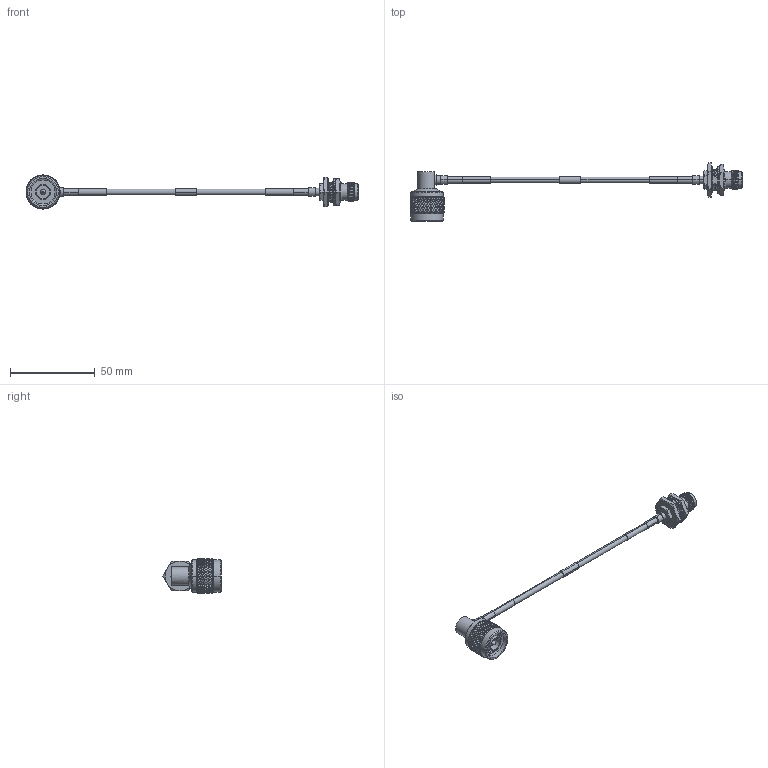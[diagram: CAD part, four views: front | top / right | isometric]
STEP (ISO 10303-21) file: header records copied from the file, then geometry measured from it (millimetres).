
FILE_DESCRIPTION (( 'STEP AP214' ), '1' );
FILE_NAME ('LCCA30517_3D.STEP', '2020-05-08T17:27:02', ( '' ), ( '' ), 'SwSTEP 2.0', 'SolidWorks 2018', '' );
FILE_SCHEMA (( 'AUTOMOTIVE_DESIGN' ));
Length unit declared in the file: inch
Products named in the file (6): LCCA30517_3D; LCCN3064; LCCN3053; LC141TBJ-PROD; 1AW01-003_.152 ID; LC141TBJ (141 Formable with HeatShrink)
Assembly tree (7 placements, depth 3):
  LCCA30517_3D
    LC141TBJ-PROD
      LC141TBJ (141 Formable with HeatShrink)
      1AW01-003_.152 ID  x3
    LCCN3053
    LCCN3064
Bounding box: 195.68 x 34.32 x 20.07 mm (x, y, z)
Volume: 7684.9 mm3; surface area: 11832.1 mm2
Topology: 12 solids, 12 shells, 2597 faces, 5428 edges, 2878 vertices
Faces by surface type: bspline 1676, cylinder 531, cone 297, plane 91, sphere 2
Entity records: 107867 total; most frequent: CARTESIAN_POINT 71218, ORIENTED_EDGE 10808, EDGE_CURVE 5404, DIRECTION 3251, VERTEX_POINT 2862, EDGE_LOOP 2622, ADVANCED_FACE 2585, FACE_OUTER_BOUND 2585
